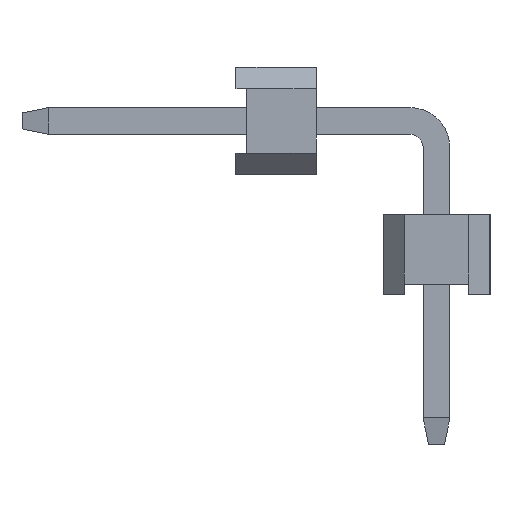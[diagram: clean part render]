
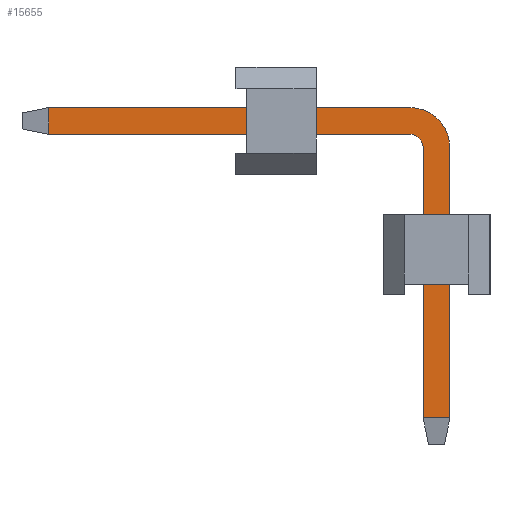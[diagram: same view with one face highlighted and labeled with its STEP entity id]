
A CAD part, left-side view. The second image highlights one B-rep face of the part: STEP entity #15655.
In plain terms, the highlighted planar face has unit normal (-1, 0, 0).
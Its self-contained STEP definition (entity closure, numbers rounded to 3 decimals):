
#15409=CARTESIAN_POINT('',(21.75,5.,-0.25));
#15410=VERTEX_POINT('',#15409);
#15433=CARTESIAN_POINT('',(21.75,5.,0.25));
#15434=VERTEX_POINT('',#15433);
#15435=CARTESIAN_POINT('',(21.75,5.,-0.25));
#15436=DIRECTION('',(0.,0.,1.));
#15437=VECTOR('',#15436,0.5);
#15438=LINE('',#15435,#15437);
#15439=EDGE_CURVE('',#15410,#15434,#15438,.T.);
#15480=CARTESIAN_POINT('',(21.75,-1.75,0.25));
#15481=VERTEX_POINT('',#15480);
#15482=CARTESIAN_POINT('',(21.75,5.,0.25));
#15483=DIRECTION('',(0.,-1.,0.));
#15484=VECTOR('',#15483,6.75);
#15485=LINE('',#15482,#15484);
#15486=EDGE_CURVE('',#15434,#15481,#15485,.T.);
#15587=CARTESIAN_POINT('',(21.75,-1.75,-0.25));
#15588=VERTEX_POINT('',#15587);
#15595=CARTESIAN_POINT('',(21.75,-1.75,-0.25));
#15596=DIRECTION('',(0.,1.,0.));
#15597=VECTOR('',#15596,6.75);
#15598=LINE('',#15595,#15597);
#15599=EDGE_CURVE('',#15588,#15410,#15598,.T.);
#15605=CARTESIAN_POINT('',(21.75,5.5,0.25));
#15606=DIRECTION('',(0.,0.,-1.));
#15607=DIRECTION('',(-1.,-0.,-0.));
#15608=AXIS2_PLACEMENT_3D('',#15605,#15607,#15606);
#15609=PLANE('',#15608);
#15610=ORIENTED_EDGE('',*,*,#15599,.F.);
#15611=CARTESIAN_POINT('',(21.75,-2.,-0.5));
#15612=VERTEX_POINT('',#15611);
#15613=CARTESIAN_POINT('',(21.75,-1.75,-0.5));
#15614=DIRECTION('',(0.,0.,1.));
#15615=DIRECTION('',(1.,0.,0.));
#15616=AXIS2_PLACEMENT_3D('',#15613,#15615,#15614);
#15617=CIRCLE('',#15616,0.25);
#15618=EDGE_CURVE('',#15588,#15612,#15617,.T.);
#15619=ORIENTED_EDGE('',*,*,#15618,.T.);
#15620=CARTESIAN_POINT('',(21.75,-2.,-5.55));
#15621=VERTEX_POINT('',#15620);
#15622=CARTESIAN_POINT('',(21.75,-2.,-0.5));
#15623=DIRECTION('',(0.,0.,-1.));
#15624=VECTOR('',#15623,5.05);
#15625=LINE('',#15622,#15624);
#15626=EDGE_CURVE('',#15612,#15621,#15625,.T.);
#15627=ORIENTED_EDGE('',*,*,#15626,.T.);
#15628=CARTESIAN_POINT('',(21.75,-2.5,-5.55));
#15629=VERTEX_POINT('',#15628);
#15630=CARTESIAN_POINT('',(21.75,-2.,-5.55));
#15631=DIRECTION('',(0.,-1.,0.));
#15632=VECTOR('',#15631,0.5);
#15633=LINE('',#15630,#15632);
#15634=EDGE_CURVE('',#15621,#15629,#15633,.T.);
#15635=ORIENTED_EDGE('',*,*,#15634,.T.);
#15636=CARTESIAN_POINT('',(21.75,-2.5,-0.5));
#15637=VERTEX_POINT('',#15636);
#15638=CARTESIAN_POINT('',(21.75,-2.5,-5.55));
#15639=DIRECTION('',(0.,0.,1.));
#15640=VECTOR('',#15639,5.05);
#15641=LINE('',#15638,#15640);
#15642=EDGE_CURVE('',#15629,#15637,#15641,.T.);
#15643=ORIENTED_EDGE('',*,*,#15642,.T.);
#15644=CARTESIAN_POINT('',(21.75,-1.75,-0.5));
#15645=DIRECTION('',(0.,-1.,0.));
#15646=DIRECTION('',(-1.,0.,0.));
#15647=AXIS2_PLACEMENT_3D('',#15644,#15646,#15645);
#15648=CIRCLE('',#15647,0.75);
#15649=EDGE_CURVE('',#15637,#15481,#15648,.T.);
#15650=ORIENTED_EDGE('',*,*,#15649,.T.);
#15651=ORIENTED_EDGE('',*,*,#15486,.F.);
#15652=ORIENTED_EDGE('',*,*,#15439,.F.);
#15653=EDGE_LOOP('',(#15610,#15619,#15627,#15635,#15643,#15650,#15651,#15652));
#15654=FACE_OUTER_BOUND('',#15653,.T.);
#15655=ADVANCED_FACE('',(#15654),#15609,.T.);
